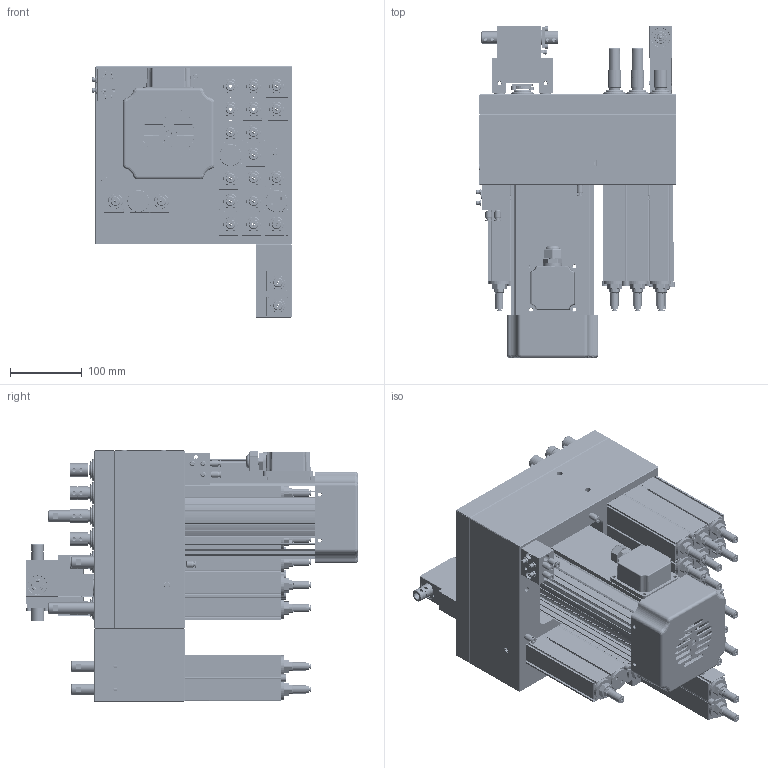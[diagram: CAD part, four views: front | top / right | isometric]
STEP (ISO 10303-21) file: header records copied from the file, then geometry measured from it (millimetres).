
FILE_DESCRIPTION (( 'STEP AP214' ), '1' );
FILE_NAME ('PZ27H10A-0001.STEP', '2024-07-04T06:57:39', ( 'Sysceo.com' ), ( '' ), 'SwSTEP 2.0', 'SolidWorks 2018', '' );
FILE_SCHEMA (( 'AUTOMOTIVE_DESIGN' ));
Length unit declared in the file: millimetre
Products named in the file (2): PZ27H10A-0001
Bounding box: 279 x 461.5 x 350.5 mm (x, y, z)
Surface area: 1169515.7 mm2 (no closed solid volume)
Topology: 0 solids, 390 shells, 3548 faces, 17817 edges, 14397 vertices
Faces by surface type: cylinder 1427, plane 1422, cone 450, torus 190, bspline 59
Entity records: 243598 total; most frequent: CARTESIAN_POINT 69877, DIRECTION 26287, ORIENTED_EDGE 24289, EDGE_CURVE 17769, VERTEX_POINT 14355, LINE 9891, VECTOR 9891, AXIS2_PLACEMENT_3D 8198
